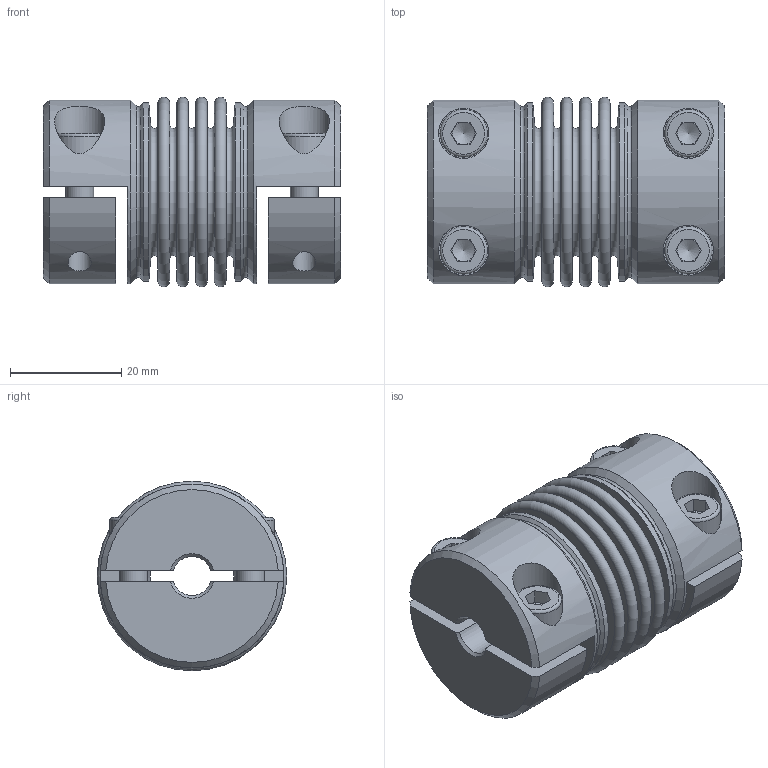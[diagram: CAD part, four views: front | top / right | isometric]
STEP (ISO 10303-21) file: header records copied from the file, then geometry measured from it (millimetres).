
FILE_DESCRIPTION( ( 'Unknown' ), '1' );
FILE_NAME( 'KGH-VA 10 - 4W.stp', 'Unknown', ( 'Unknown' ), ( 'Unknown' ), 'PSStep 10.1', 'Unknown', ' ' );
FILE_SCHEMA( ( 'AUTOMOTIVE_DESIGN { 1 0 10303 214 1 1 1 1 }' ) );
Length unit declared in the file: millimetre
Products named in the file (1): KT102308
Bounding box: 53.32 x 34 x 34 mm (x, y, z)
Volume: 26634.2 mm3; surface area: 23132.9 mm2
Topology: 1 solids, 1 shells, 184 faces, 408 edges, 262 vertices
Faces by surface type: plane 100, cylinder 32, torus 28, cone 24
Full cylindrical faces by diameter (mm): 4.134 x4, 5 x4, 5.4 x4, 8.5 x4, 9 x4, 31.2 x2, 32 x2, 33 x2
Entity records: 6586 total; most frequent: CARTESIAN_POINT 1333, DIRECTION 818, ORIENTED_EDGE 636, AXIS2_PLACEMENT_3D 343, EDGE_CURVE 318, EDGE_LOOP 290, VERTEX_POINT 240, FACE_OUTER_BOUND 236
